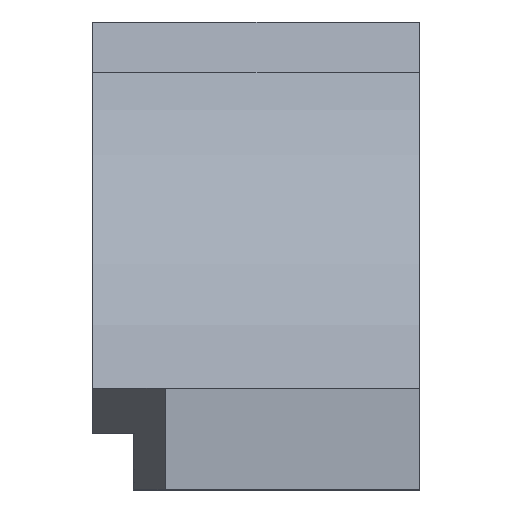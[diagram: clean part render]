
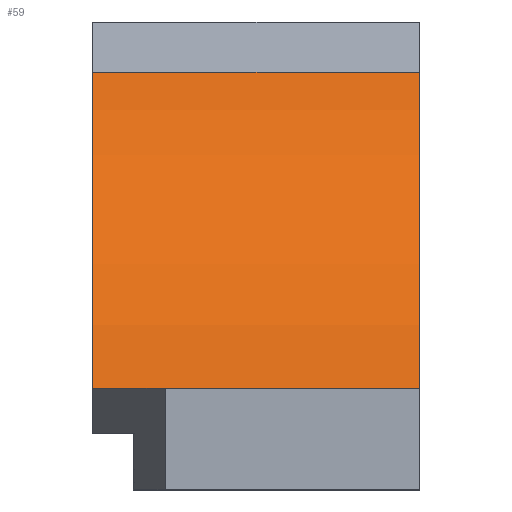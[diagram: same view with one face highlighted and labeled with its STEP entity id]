
A CAD part, front view. The second image highlights one B-rep face of the part: STEP entity #59.
In plain terms, the highlighted free-form (B-spline) face has degree [2, 1] with [3, 2] control points.
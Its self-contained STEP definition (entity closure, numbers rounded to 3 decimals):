
#59=ADVANCED_FACE('',(#103),#768,.T.);
#103=FACE_OUTER_BOUND('',#159,.T.);
#159=EDGE_LOOP('',(#303,#304,#305,#306));
#303=ORIENTED_EDGE('',*,*,#474,.T.);
#304=ORIENTED_EDGE('',*,*,#475,.T.);
#305=ORIENTED_EDGE('',*,*,#476,.F.);
#306=ORIENTED_EDGE('',*,*,#473,.F.);
#473=EDGE_CURVE('',#696,#697,#617,.T.);
#474=EDGE_CURVE('',#696,#698,#618,.T.);
#475=EDGE_CURVE('',#698,#699,#619,.T.);
#476=EDGE_CURVE('',#697,#699,#620,.T.);
#617=(
BOUNDED_CURVE()
B_SPLINE_CURVE(1,(#1325,#1326),.UNSPECIFIED.,.F.,.F.)
B_SPLINE_CURVE_WITH_KNOTS((2,2),(0.,45.),.UNSPECIFIED.)
CURVE()
GEOMETRIC_REPRESENTATION_ITEM()
RATIONAL_B_SPLINE_CURVE((1.,1.))
REPRESENTATION_ITEM('')
);
#618=(
BOUNDED_CURVE()
B_SPLINE_CURVE(2,(#1327,#1328,#1329),.UNSPECIFIED.,.F.,.F.)
B_SPLINE_CURVE_WITH_KNOTS((3,3),(-608.054,-559.644),
 .UNSPECIFIED.)
CURVE()
GEOMETRIC_REPRESENTATION_ITEM()
RATIONAL_B_SPLINE_CURVE((1.,0.916,1.))
REPRESENTATION_ITEM('')
);
#619=(
BOUNDED_CURVE()
B_SPLINE_CURVE(1,(#1330,#1331),.UNSPECIFIED.,.F.,.F.)
B_SPLINE_CURVE_WITH_KNOTS((2,2),(0.,45.),.UNSPECIFIED.)
CURVE()
GEOMETRIC_REPRESENTATION_ITEM()
RATIONAL_B_SPLINE_CURVE((1.,1.))
REPRESENTATION_ITEM('')
);
#620=(
BOUNDED_CURVE()
B_SPLINE_CURVE(2,(#1332,#1333,#1334),.UNSPECIFIED.,.F.,.F.)
B_SPLINE_CURVE_WITH_KNOTS((3,3),(-608.054,-559.644),
 .UNSPECIFIED.)
CURVE()
GEOMETRIC_REPRESENTATION_ITEM()
RATIONAL_B_SPLINE_CURVE((1.,0.916,1.))
REPRESENTATION_ITEM('')
);
#696=VERTEX_POINT('',#1151);
#697=VERTEX_POINT('',#1152);
#698=VERTEX_POINT('',#1153);
#699=VERTEX_POINT('',#1154);
#768=(
BOUNDED_SURFACE()
B_SPLINE_SURFACE(2,1,((#916,#917),(#918,#919),(#920,#921)),
 .UNSPECIFIED.,.F.,.F.,.F.)
B_SPLINE_SURFACE_WITH_KNOTS((3,3),(2,2),(-608.054,-559.644),
(0.,45.),.UNSPECIFIED.)
GEOMETRIC_REPRESENTATION_ITEM()
RATIONAL_B_SPLINE_SURFACE(((1.,1.),(0.916,0.916),
(1.,1.)))
REPRESENTATION_ITEM('')
SURFACE()
);
#916=CARTESIAN_POINT('',(395.,-2533.509,79.923));
#917=CARTESIAN_POINT('',(350.,-2533.509,79.923));
#918=CARTESIAN_POINT('',(395.,-2527.462,108.461));
#919=CARTESIAN_POINT('',(350.,-2527.462,108.461));
#920=CARTESIAN_POINT('',(395.,-2502.41,123.406));
#921=CARTESIAN_POINT('',(350.,-2502.41,123.406));
#1151=CARTESIAN_POINT('',(395.,-2533.509,79.923));
#1152=CARTESIAN_POINT('',(350.,-2533.509,79.923));
#1153=CARTESIAN_POINT('',(395.,-2502.41,123.406));
#1154=CARTESIAN_POINT('',(350.,-2502.41,123.406));
#1325=CARTESIAN_POINT('',(395.,-2533.509,79.923));
#1326=CARTESIAN_POINT('',(350.,-2533.509,79.923));
#1327=CARTESIAN_POINT('',(395.,-2533.509,79.923));
#1328=CARTESIAN_POINT('',(395.,-2527.462,108.461));
#1329=CARTESIAN_POINT('',(395.,-2502.41,123.406));
#1330=CARTESIAN_POINT('',(395.,-2502.41,123.406));
#1331=CARTESIAN_POINT('',(350.,-2502.41,123.406));
#1332=CARTESIAN_POINT('',(350.,-2533.509,79.923));
#1333=CARTESIAN_POINT('',(350.,-2527.462,108.461));
#1334=CARTESIAN_POINT('',(350.,-2502.41,123.406));
